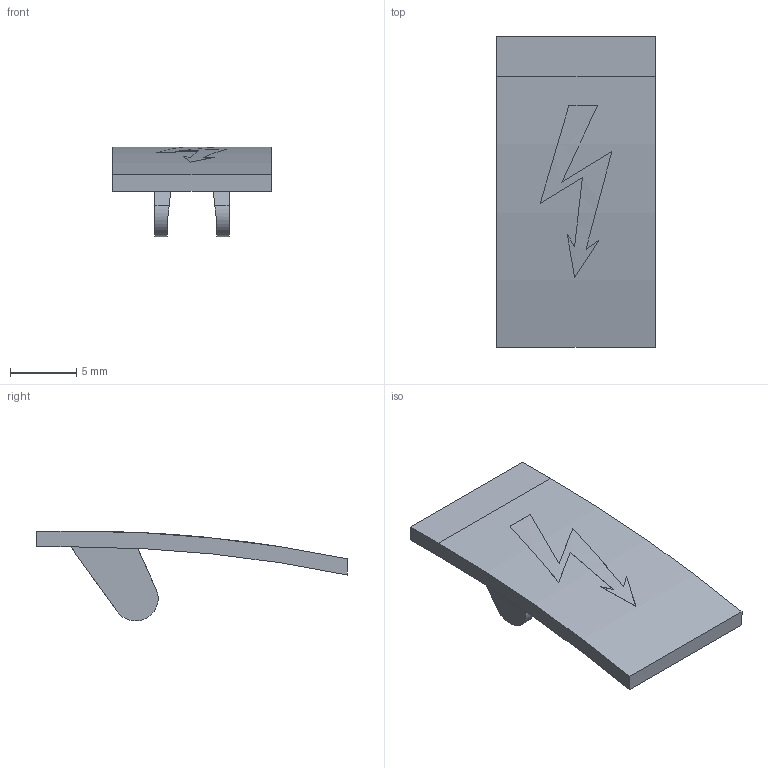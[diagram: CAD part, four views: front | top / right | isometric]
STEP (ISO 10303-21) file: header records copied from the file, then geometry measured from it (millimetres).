
FILE_DESCRIPTION(('CATIA V5 STEP Exchange','CAx-IF Rec.Pracs.--- Model Styling and Organization---1.4--- 2014-01-23'),'2;1');
FILE_NAME ('702653-7_1_2635600000_2635600000.stp','2021-05-10T06:03:48+00:00',('none'),('Weidmueller'),'CATIA Version 5-6 Release 2016 SP3 HF44','CATIA V5 STEP AP214','none');
FILE_SCHEMA(('AUTOMOTIVE_DESIGN { 1 0 10303 214 1 1 1 1 }'));
Length unit declared in the file: millimetre
Products named in the file (1): 67664_AAM_35-185_YL_FLASH
Bounding box: 12 x 23.5 x 6.79 mm (x, y, z)
Volume: 394 mm3; surface area: 806.1 mm2
Topology: 2 solids, 2 shells, 32 faces, 84 edges, 56 vertices
Faces by surface type: plane 26, cylinder 6
Entity records: 1055 total; most frequent: CARTESIAN_POINT 280, ORIENTED_EDGE 168, DIRECTION 124, EDGE_CURVE 84, VERTEX_POINT 56, VECTOR 52, LINE 52, AXIS2_PLACEMENT_3D 42
